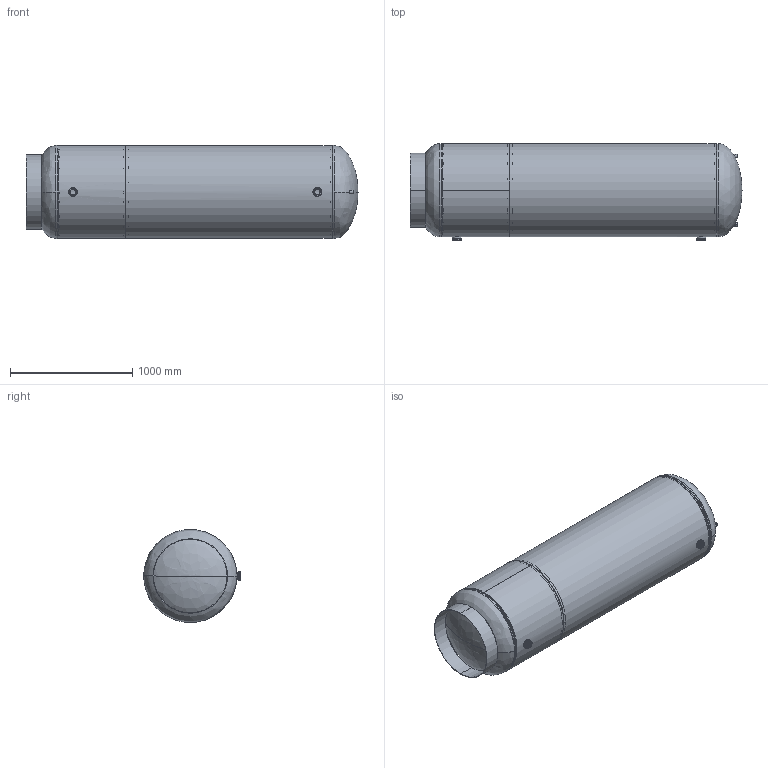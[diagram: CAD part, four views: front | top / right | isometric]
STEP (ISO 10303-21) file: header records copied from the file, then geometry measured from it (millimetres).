
FILE_DESCRIPTION (( 'STEP AP203' ), '1' );
FILE_NAME ('30NA105.STEP', '2021-03-11T14:19:25', ( '' ), ( '' ), 'SwSTEP 2.0', 'SolidWorks 2021', '' );
FILE_SCHEMA (( 'CONFIG_CONTROL_DESIGN' ));
Length unit declared in the file: inch
Products named in the file (10): BACKING RINGS, .250 X 1.5 SA-36_29.670; 9200192; 9200190; 30NA105; 9500080; 8500012; 99B0466; 99Q0462; Couplings_9500557; 99B0465
Assembly tree (12 placements, depth 2):
  30NA105
    99B0465
    99B0466
    9200190
    9200192
    Couplings_9500557  x2
    9500080  x2
    8500012  x2
    99Q0462
    BACKING RINGS, .250 X 1.5 SA-36_29.670
Bounding box: 2717.8 x 790.22 x 762 mm (x, y, z)
Volume: 27263045.8 mm3; surface area: 14299279.8 mm2
Topology: 12 solids, 12 shells, 504 faces, 1062 edges, 602 vertices
Faces by surface type: cone 220, cylinder 170, plane 72, torus 30, bspline 12
Full cylindrical faces by diameter (mm): 740.918 x1, 753.618 x1, 753.669 x1, 760.984 x1
Entity records: 12209 total; most frequent: CARTESIAN_POINT 4574, DIRECTION 1488, ORIENTED_EDGE 1260, EDGE_CURVE 630, AXIS2_PLACEMENT_3D 614, VERTEX_POINT 363, EDGE_LOOP 323, CIRCLE 314
